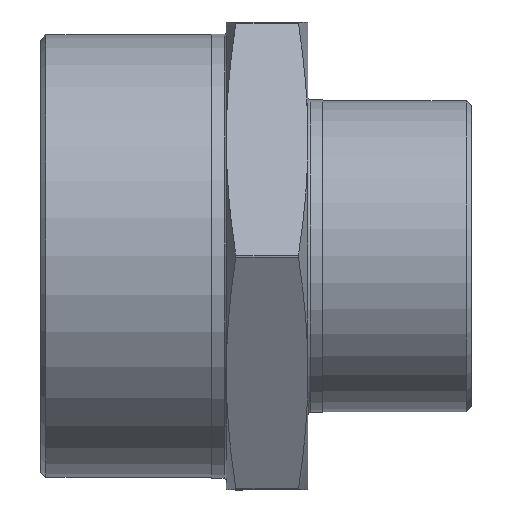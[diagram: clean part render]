
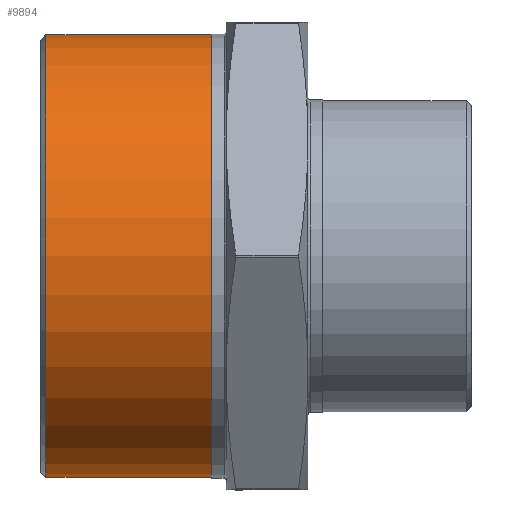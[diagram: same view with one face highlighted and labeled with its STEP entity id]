
A CAD part, front view. The second image highlights one B-rep face of the part: STEP entity #9894.
In plain terms, the highlighted cylindrical face has radius 29.807 mm (diameter 59.614 mm), a full revolution.
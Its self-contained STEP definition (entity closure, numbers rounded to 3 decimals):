
#147 = AXIS2_PLACEMENT_3D ( 'NONE', #5912, #5925, #5915 ) ;
#175 = CIRCLE ( 'NONE', #176, 29.807 ) ;
#176 = AXIS2_PLACEMENT_3D ( 'NONE', #5885, #5875, #5854 ) ;
#182 = CIRCLE ( 'NONE', #147, 29.807 ) ;
#5203 = CYLINDRICAL_SURFACE ( 'NONE', #10291, 29.807 ) ;
#5220 = CARTESIAN_POINT ( 'NONE',  ( 0., 0., 0. ) ) ;
#5221 = FACE_OUTER_BOUND ( 'NONE', #8608, .T. ) ;
#5227 = FACE_OUTER_BOUND ( 'NONE', #8625, .T. ) ;
#5228 = DIRECTION ( 'NONE',  ( -1., 0., 0. ) ) ;
#5229 = DIRECTION ( 'NONE',  ( 0., 0., 1. ) ) ;
#5854 = DIRECTION ( 'NONE',  ( 0., 0., 1. ) ) ;
#5875 = DIRECTION ( 'NONE',  ( -1., 0., 0. ) ) ;
#5885 = CARTESIAN_POINT ( 'NONE',  ( -29.8, 0., 0. ) ) ;
#5912 = CARTESIAN_POINT ( 'NONE',  ( -7.5, 0., 0. ) ) ;
#5915 = DIRECTION ( 'NONE',  ( 0., 0., 1. ) ) ;
#5925 = DIRECTION ( 'NONE',  ( -1., 0., 0. ) ) ;
#7322 = VERTEX_POINT ( 'NONE', #7525 ) ;
#7477 = CARTESIAN_POINT ( 'NONE',  ( -7.5, 0., 29.807 ) ) ;
#7520 = VERTEX_POINT ( 'NONE', #7477 ) ;
#7525 = CARTESIAN_POINT ( 'NONE',  ( -29.8, 0., 29.807 ) ) ;
#8270 = ORIENTED_EDGE ( 'NONE', *, *, #10580, .F. ) ;
#8286 = ORIENTED_EDGE ( 'NONE', *, *, #10588, .T. ) ;
#8608 = EDGE_LOOP ( 'NONE', ( #8270 ) ) ;
#8625 = EDGE_LOOP ( 'NONE', ( #8286 ) ) ;
#9894 = ADVANCED_FACE ( 'NONE', ( #5227, #5221 ), #5203, .T. ) ;
#10291 = AXIS2_PLACEMENT_3D ( 'NONE', #5220, #5228, #5229 ) ;
#10580 = EDGE_CURVE ( 'NONE', #7322, #7322, #175, .T. ) ;
#10588 = EDGE_CURVE ( 'NONE', #7520, #7520, #182, .T. ) ;
